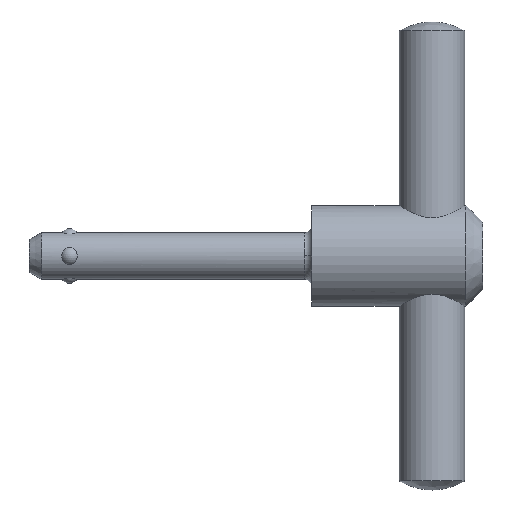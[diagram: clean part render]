
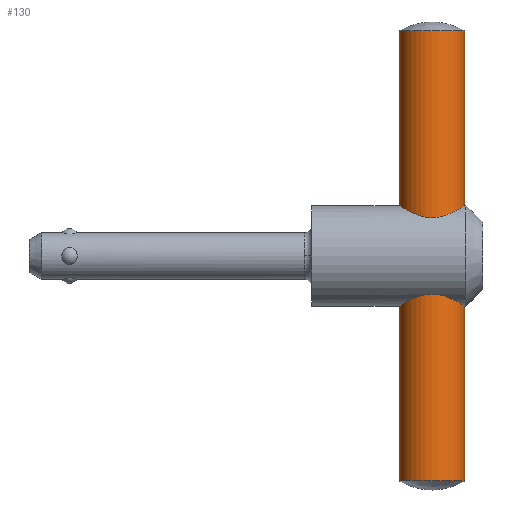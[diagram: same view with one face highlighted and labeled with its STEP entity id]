
A CAD part, top view. The second image highlights one B-rep face of the part: STEP entity #130.
In plain terms, the highlighted cylindrical face has radius 7 mm (diameter 14 mm), a partial arc.
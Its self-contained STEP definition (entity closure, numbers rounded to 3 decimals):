
#130=ADVANCED_FACE('',(#248),#249,.T.);
#248=FACE_OUTER_BOUND('',#361,.T.);
#249=CYLINDRICAL_SURFACE('',#362,7.0);
#361=EDGE_LOOP('',(#611,#612,#613,#614));
#362=AXIS2_PLACEMENT_3D('',#615,#616,#617);
#611=ORIENTED_EDGE('',*,*,#706,.T.);
#612=ORIENTED_EDGE('',*,*,#713,.F.);
#613=ORIENTED_EDGE('',*,*,#708,.T.);
#614=ORIENTED_EDGE('',*,*,#711,.F.);
#615=CARTESIAN_POINT('',(85.9,0.0,0.0));
#616=DIRECTION('',(-0.0,1.0,0.0));
#617=DIRECTION('',(1.0,0.0,0.0));
#706=EDGE_CURVE('',#844,#845,#846,.T.);
#708=EDGE_CURVE('',#849,#847,#850,.T.);
#711=EDGE_CURVE('',#844,#847,#853,.T.);
#713=EDGE_CURVE('',#849,#845,#855,.T.);
#844=VERTEX_POINT('',#1372);
#845=VERTEX_POINT('',#1373);
#846=LINE('',#1374,#1375);
#847=VERTEX_POINT('',#1376);
#849=VERTEX_POINT('',#1378);
#850=LINE('',#1379,#1380);
#853=CIRCLE('',#1383,7.0);
#855=CIRCLE('',#1385,7.0);
#1372=CARTESIAN_POINT('',(92.9,-48.0,0.0));
#1373=CARTESIAN_POINT('',(92.9,48.0,0.0));
#1374=CARTESIAN_POINT('',(92.9,0.0,0.));
#1375=VECTOR('',#1486,1.0);
#1376=CARTESIAN_POINT('',(78.9,-48.0,0.));
#1378=CARTESIAN_POINT('',(78.9,48.0,0.));
#1379=CARTESIAN_POINT('',(78.9,0.0,0.));
#1380=VECTOR('',#1490,1.0);
#1383=AXIS2_PLACEMENT_3D('',#1494,#1495,#1496);
#1385=AXIS2_PLACEMENT_3D('',#1497,#1498,#1499);
#1486=DIRECTION('',(0.0,1.0,0.0));
#1490=DIRECTION('',(-0.0,-1.0,-0.0));
#1494=CARTESIAN_POINT('',(85.9,-48.0,0.0));
#1495=DIRECTION('',(0.0,-1.0,0.0));
#1496=DIRECTION('',(1.0,0.0,0.0));
#1497=CARTESIAN_POINT('',(85.9,48.0,0.0));
#1498=DIRECTION('',(-0.0,1.0,0.0));
#1499=DIRECTION('',(1.0,0.0,0.0));
